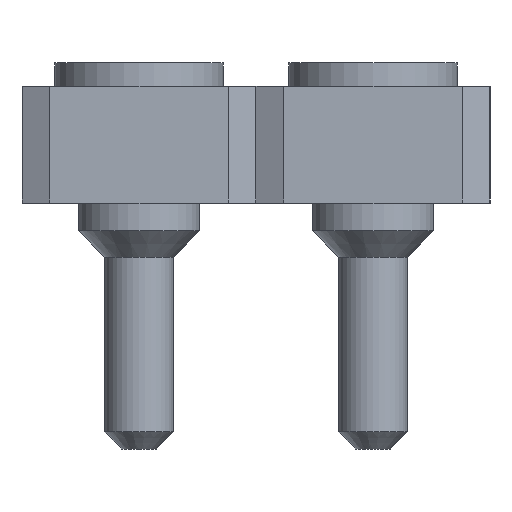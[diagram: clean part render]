
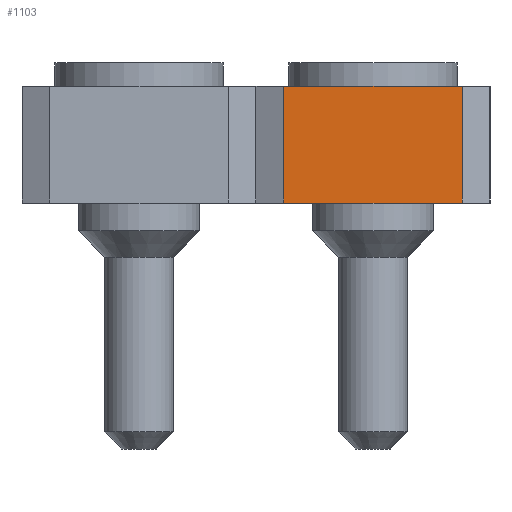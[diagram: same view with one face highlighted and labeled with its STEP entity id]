
A CAD part, left-side view. The second image highlights one B-rep face of the part: STEP entity #1103.
In plain terms, the highlighted planar face has unit normal (-1, 0, 0).
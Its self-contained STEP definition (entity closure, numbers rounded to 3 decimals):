
#1103=ADVANCED_FACE('',(#2585),#2587,.T.);
#2585=FACE_BOUND('',#2586,.T.);
#2586=EDGE_LOOP('',(#3911,#3912,#3913,#3914));
#2587=PLANE('',#2588);
#2588=AXIS2_PLACEMENT_3D('',#2589,#2590,#2591);
#2589=CARTESIAN_POINT('',(-1.385,0.97,0.59));
#2590=DIRECTION('',(-1.,0.,0.));
#2591=DIRECTION('',(0.,-1.,0.));
#3911=ORIENTED_EDGE('',*,*,#4326,.T.);
#3912=ORIENTED_EDGE('',*,*,#4605,.T.);
#3913=ORIENTED_EDGE('',*,*,#4450,.F.);
#3914=ORIENTED_EDGE('',*,*,#4606,.F.);
#4326=EDGE_CURVE('',#4824,#4822,#4825,.T.);
#4450=EDGE_CURVE('',#5065,#5067,#5068,.T.);
#4605=EDGE_CURVE('',#4822,#5067,#5326,.T.);
#4606=EDGE_CURVE('',#4824,#5065,#5327,.T.);
#4822=VERTEX_POINT('',#5703);
#4824=VERTEX_POINT('',#5707);
#4825=LINE('',#5708,#5709);
#5065=VERTEX_POINT('',#6240);
#5067=VERTEX_POINT('',#6244);
#5068=LINE('',#6245,#6246);
#5326=LINE('',#6854,#6855);
#5327=LINE('',#6857,#6858);
#5703=CARTESIAN_POINT('',(-1.385,-0.97,0.59));
#5707=CARTESIAN_POINT('',(-1.385,0.97,0.59));
#5708=CARTESIAN_POINT('',(-1.385,0.97,0.59));
#5709=VECTOR('',#5710,1.);
#5710=DIRECTION('',(0.,-1.,0.));
#6240=CARTESIAN_POINT('',(-1.385,0.97,1.86));
#6244=CARTESIAN_POINT('',(-1.385,-0.97,1.86));
#6245=CARTESIAN_POINT('',(-1.385,0.97,1.86));
#6246=VECTOR('',#6247,1.);
#6247=DIRECTION('',(0.,-1.,0.));
#6854=CARTESIAN_POINT('',(-1.385,-0.97,0.59));
#6855=VECTOR('',#6856,1.);
#6856=DIRECTION('',(0.,0.,1.));
#6857=CARTESIAN_POINT('',(-1.385,0.97,0.59));
#6858=VECTOR('',#6859,1.);
#6859=DIRECTION('',(0.,0.,1.));
